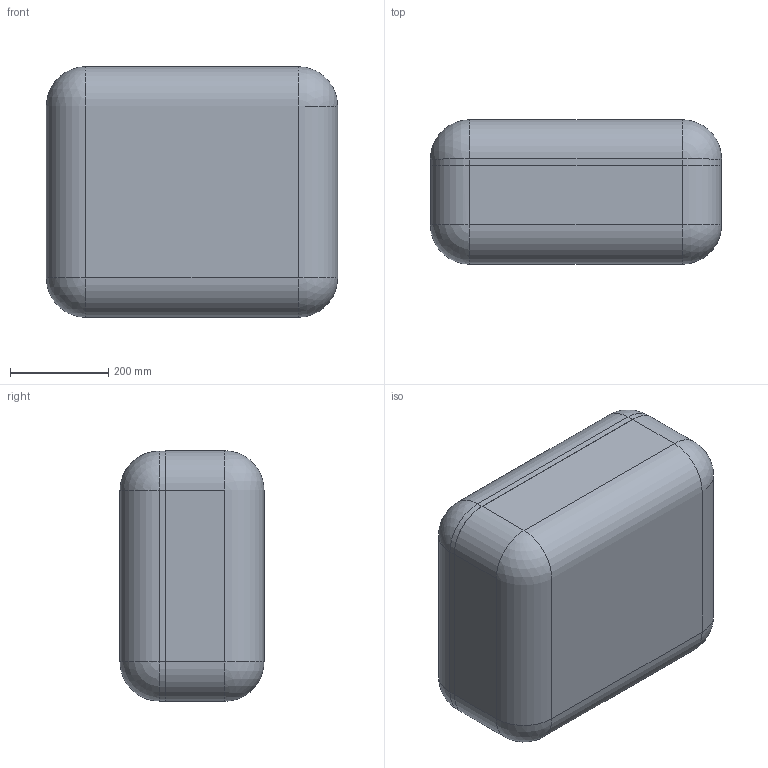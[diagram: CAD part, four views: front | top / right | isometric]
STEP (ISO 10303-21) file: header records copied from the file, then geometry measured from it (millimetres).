
FILE_DESCRIPTION (( 'STEP AP214' ), '1' );
FILE_NAME ('Ñáîðêà_Ê-745(óïð).STEP', '2024-02-28T14:01:00', ( '' ), ( '' ), 'SwSTEP 2.0', 'SolidWorks 2021', '' );
FILE_SCHEMA (( 'AUTOMOTIVE_DESIGN' ));
Length unit declared in the file: millimetre
Products named in the file (3): Êðûøêà Ê-745_new_rev2; Ñáîðêà_Ê-745(óïð); Êîðïóñ Ê-745_new
Assembly tree (2 placements, depth 2):
  Ñáîðêà_Ê-745(óïð)
    Êîðïóñ Ê-745_new
    Êðûøêà Ê-745_new_rev2
Bounding box: 593.41 x 293.7 x 510.42 mm (x, y, z)
Volume: 46245102.4 mm3; surface area: 2008813.8 mm2
Topology: 2 solids, 2 shells, 1711 faces, 4455 edges, 2735 vertices
Faces by surface type: plane 630, bspline 627, cylinder 385, torus 44, sphere 25
Entity records: 77015 total; most frequent: CARTESIAN_POINT 41982, ORIENTED_EDGE 8794, DIRECTION 4894, EDGE_CURVE 4397, VERTEX_POINT 2734, LINE 1852, VECTOR 1852, B_SPLINE_CURVE_WITH_KNOTS 1816
